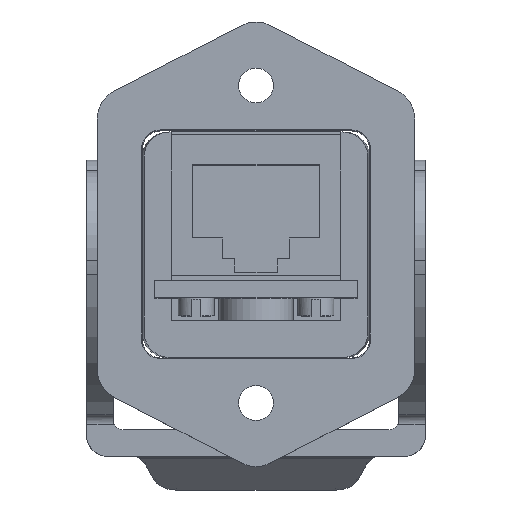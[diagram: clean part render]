
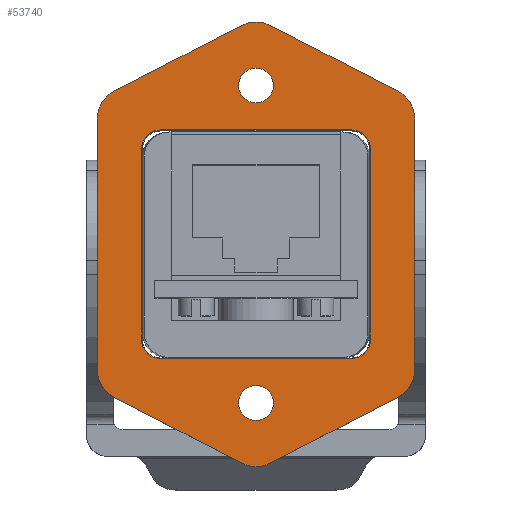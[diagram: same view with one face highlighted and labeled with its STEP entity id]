
A CAD part, top view. The second image highlights one B-rep face of the part: STEP entity #53740.
In plain terms, the highlighted face is planar.
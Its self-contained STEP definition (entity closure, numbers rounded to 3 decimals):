
#31820=CARTESIAN_POINT('',(-16.651,0.,-2.));
#31830=VERTEX_POINT('',#31820);
#31860=CARTESIAN_POINT('',(-15.,0.,-2.));
#31870=DIRECTION('',(0.,0.,1.));
#31880=DIRECTION('',(-1.,0.,0.));
#31890=AXIS2_PLACEMENT_3D('',#31860,#31870,#31880);
#31900=CIRCLE('',#31890,1.651);
#31910=CARTESIAN_POINT('',(-13.35,0.,-2.));
#31920=VERTEX_POINT('',#31910);
#31930=EDGE_CURVE('',#31830,#31920,#31900,.T.);
#32270=CARTESIAN_POINT('',(13.35,0.,-2.));
#32280=VERTEX_POINT('',#32270);
#32310=CARTESIAN_POINT('',(15.,0.,-2.));
#32320=DIRECTION('',(0.,0.,1.));
#32330=DIRECTION('',(-1.,0.,0.));
#32340=AXIS2_PLACEMENT_3D('',#32310,#32320,#32330);
#32350=CIRCLE('',#32340,1.651);
#32360=CARTESIAN_POINT('',(16.651,0.,-2.));
#32370=VERTEX_POINT('',#32360);
#32380=EDGE_CURVE('',#32280,#32370,#32350,.T.);
#46590=CARTESIAN_POINT('',(-9.05,10.8,-2.));
#46600=VERTEX_POINT('',#46590);
#46680=CARTESIAN_POINT('',(9.05,10.8,-2.));
#46690=VERTEX_POINT('',#46680);
#46720=CARTESIAN_POINT('',(9.05,10.8,-2.));
#46730=DIRECTION('',(-1.,0.,0.));
#46740=VECTOR('',#46730,18.1);
#46750=LINE('',#46720,#46740);
#46760=EDGE_CURVE('',#46690,#46600,#46750,.T.);
#46970=CARTESIAN_POINT('',(-10.8,9.05,-2.));
#46980=VERTEX_POINT('',#46970);
#47030=CARTESIAN_POINT('',(-9.05,9.05,-2.));
#47040=DIRECTION('',(0.,0.,1.));
#47050=DIRECTION('',(0.,1.,0.));
#47060=AXIS2_PLACEMENT_3D('',#47030,#47040,#47050);
#47070=CIRCLE('',#47060,1.75);
#47080=EDGE_CURVE('',#46600,#46980,#47070,.T.);
#47290=CARTESIAN_POINT('',(-10.8,-9.05,-2.));
#47300=VERTEX_POINT('',#47290);
#47350=CARTESIAN_POINT('',(-10.8,9.05,-2.));
#47360=DIRECTION('',(0.,-1.,0.));
#47370=VECTOR('',#47360,18.1);
#47380=LINE('',#47350,#47370);
#47390=EDGE_CURVE('',#46980,#47300,#47380,.T.);
#47600=CARTESIAN_POINT('',(-9.05,-10.8,-2.));
#47610=VERTEX_POINT('',#47600);
#47660=CARTESIAN_POINT('',(-9.05,-9.05,-2.));
#47670=DIRECTION('',(0.,0.,1.));
#47680=DIRECTION('',(-1.,0.,0.));
#47690=AXIS2_PLACEMENT_3D('',#47660,#47670,#47680);
#47700=CIRCLE('',#47690,1.75);
#47710=EDGE_CURVE('',#47300,#47610,#47700,.T.);
#47920=CARTESIAN_POINT('',(9.05,-10.8,-2.));
#47930=VERTEX_POINT('',#47920);
#47980=CARTESIAN_POINT('',(-9.05,-10.8,-2.));
#47990=DIRECTION('',(1.,0.,0.));
#48000=VECTOR('',#47990,18.1);
#48010=LINE('',#47980,#48000);
#48020=EDGE_CURVE('',#47610,#47930,#48010,.T.);
#48230=CARTESIAN_POINT('',(10.8,-9.05,-2.));
#48240=VERTEX_POINT('',#48230);
#48290=CARTESIAN_POINT('',(9.05,-9.05,-2.));
#48300=DIRECTION('',(0.,0.,1.));
#48310=DIRECTION('',(0.,-1.,0.));
#48320=AXIS2_PLACEMENT_3D('',#48290,#48300,#48310);
#48330=CIRCLE('',#48320,1.75);
#48340=EDGE_CURVE('',#47930,#48240,#48330,.T.);
#48550=CARTESIAN_POINT('',(10.8,9.05,-2.));
#48560=VERTEX_POINT('',#48550);
#48610=CARTESIAN_POINT('',(10.8,-9.05,-2.));
#48620=DIRECTION('',(0.,1.,0.));
#48630=VECTOR('',#48620,18.1);
#48640=LINE('',#48610,#48630);
#48650=EDGE_CURVE('',#48240,#48560,#48640,.T.);
#48850=CARTESIAN_POINT('',(9.05,9.05,-2.));
#48860=DIRECTION('',(0.,0.,1.));
#48870=DIRECTION('',(1.,0.,0.));
#48880=AXIS2_PLACEMENT_3D('',#48850,#48860,#48870);
#48890=CIRCLE('',#48880,1.75);
#48900=EDGE_CURVE('',#48560,#46690,#48890,.T.);
#49660=CARTESIAN_POINT('',(-14.482,13.374,-2.));
#49670=VERTEX_POINT('',#49660);
#49750=CARTESIAN_POINT('',(-20.667,1.374,-2.));
#49760=VERTEX_POINT('',#49750);
#49790=CARTESIAN_POINT('',(-14.482,13.374,-2.));
#49800=DIRECTION('',(-0.458,-0.889,0.));
#49810=VECTOR('',#49800,13.5);
#49820=LINE('',#49790,#49810);
#49830=EDGE_CURVE('',#49670,#49760,#49820,.T.);
#50060=CARTESIAN_POINT('',(-20.667,-1.374,-2.));
#50070=VERTEX_POINT('',#50060);
#50100=CARTESIAN_POINT('',(-18.,0.,-2.));
#50110=DIRECTION('',(0.,0.,1.));
#50120=DIRECTION('',(0.889,-0.458,0.));
#50130=AXIS2_PLACEMENT_3D('',#50100,#50110,#50120);
#50140=CIRCLE('',#50130,3.);
#50150=EDGE_CURVE('',#49760,#50070,#50140,.T.);
#50380=CARTESIAN_POINT('',(-14.482,-13.374,-2.));
#50390=VERTEX_POINT('',#50380);
#50420=CARTESIAN_POINT('',(-20.667,-1.374,-2.));
#50430=DIRECTION('',(0.458,-0.889,0.));
#50440=VECTOR('',#50430,13.5);
#50450=LINE('',#50420,#50440);
#50460=EDGE_CURVE('',#50070,#50390,#50450,.T.);
#50690=CARTESIAN_POINT('',(-11.815,-15.,-2.));
#50700=VERTEX_POINT('',#50690);
#50730=CARTESIAN_POINT('',(-11.815,-12.,-2.));
#50740=DIRECTION('',(0.,0.,1.));
#50750=DIRECTION('',(0.889,0.458,0.));
#50760=AXIS2_PLACEMENT_3D('',#50730,#50740,#50750);
#50770=CIRCLE('',#50760,3.);
#50780=EDGE_CURVE('',#50390,#50700,#50770,.T.);
#51010=CARTESIAN_POINT('',(11.815,-15.,-2.));
#51020=VERTEX_POINT('',#51010);
#51050=CARTESIAN_POINT('',(-11.815,-15.,-2.));
#51060=DIRECTION('',(1.,0.,0.));
#51070=VECTOR('',#51060,23.631);
#51080=LINE('',#51050,#51070);
#51090=EDGE_CURVE('',#50700,#51020,#51080,.T.);
#51320=CARTESIAN_POINT('',(14.482,-13.374,-2.));
#51330=VERTEX_POINT('',#51320);
#51360=CARTESIAN_POINT('',(11.815,-12.,-2.));
#51370=DIRECTION('',(0.,0.,1.));
#51380=DIRECTION('',(0.,1.,0.));
#51390=AXIS2_PLACEMENT_3D('',#51360,#51370,#51380);
#51400=CIRCLE('',#51390,3.);
#51410=EDGE_CURVE('',#51020,#51330,#51400,.T.);
#51640=CARTESIAN_POINT('',(20.667,-1.374,-2.));
#51650=VERTEX_POINT('',#51640);
#51680=CARTESIAN_POINT('',(14.482,-13.374,-2.));
#51690=DIRECTION('',(0.458,0.889,0.));
#51700=VECTOR('',#51690,13.5);
#51710=LINE('',#51680,#51700);
#51720=EDGE_CURVE('',#51330,#51650,#51710,.T.);
#51950=CARTESIAN_POINT('',(20.667,1.374,-2.));
#51960=VERTEX_POINT('',#51950);
#51990=CARTESIAN_POINT('',(18.,0.,-2.));
#52000=DIRECTION('',(0.,0.,1.));
#52010=DIRECTION('',(-0.889,0.458,0.));
#52020=AXIS2_PLACEMENT_3D('',#51990,#52000,#52010);
#52030=CIRCLE('',#52020,3.);
#52040=EDGE_CURVE('',#51650,#51960,#52030,.T.);
#52270=CARTESIAN_POINT('',(14.482,13.374,-2.));
#52280=VERTEX_POINT('',#52270);
#52310=CARTESIAN_POINT('',(20.667,1.374,-2.));
#52320=DIRECTION('',(-0.458,0.889,0.));
#52330=VECTOR('',#52320,13.5);
#52340=LINE('',#52310,#52330);
#52350=EDGE_CURVE('',#51960,#52280,#52340,.T.);
#52580=CARTESIAN_POINT('',(11.815,15.,-2.));
#52590=VERTEX_POINT('',#52580);
#52620=CARTESIAN_POINT('',(11.815,12.,-2.));
#52630=DIRECTION('',(0.,0.,1.));
#52640=DIRECTION('',(-0.889,-0.458,0.));
#52650=AXIS2_PLACEMENT_3D('',#52620,#52630,#52640);
#52660=CIRCLE('',#52650,3.);
#52670=EDGE_CURVE('',#52280,#52590,#52660,.T.);
#52900=CARTESIAN_POINT('',(-11.815,15.,-2.));
#52910=VERTEX_POINT('',#52900);
#52940=CARTESIAN_POINT('',(11.815,15.,-2.));
#52950=DIRECTION('',(-1.,0.,0.));
#52960=VECTOR('',#52950,23.631);
#52970=LINE('',#52940,#52960);
#52980=EDGE_CURVE('',#52590,#52910,#52970,.T.);
#53180=CARTESIAN_POINT('',(-11.815,12.,-2.));
#53190=DIRECTION('',(0.,0.,1.));
#53200=DIRECTION('',(0.,-1.,0.));
#53210=AXIS2_PLACEMENT_3D('',#53180,#53190,#53200);
#53220=CIRCLE('',#53210,3.);
#53230=EDGE_CURVE('',#52910,#49670,#53220,.T.);
#53350=CARTESIAN_POINT('',(0.,0.,-2.));
#53360=DIRECTION('',(0.,0.,1.));
#53370=DIRECTION('',(1.,0.,0.));
#53380=AXIS2_PLACEMENT_3D('',#53350,#53360,#53370);
#53390=PLANE('',#53380);
#53400=ORIENTED_EDGE('',*,*,#50150,.F.);
#53410=ORIENTED_EDGE('',*,*,#50460,.F.);
#53420=ORIENTED_EDGE('',*,*,#50780,.F.);
#53430=ORIENTED_EDGE('',*,*,#51090,.F.);
#53440=ORIENTED_EDGE('',*,*,#51410,.F.);
#53450=ORIENTED_EDGE('',*,*,#51720,.F.);
#53460=ORIENTED_EDGE('',*,*,#52040,.F.);
#53470=ORIENTED_EDGE('',*,*,#52350,.F.);
#53480=ORIENTED_EDGE('',*,*,#52670,.F.);
#53490=ORIENTED_EDGE('',*,*,#52980,.F.);
#53500=ORIENTED_EDGE('',*,*,#53230,.F.);
#53510=ORIENTED_EDGE('',*,*,#49830,.F.);
#53520=EDGE_LOOP('',(#53510,#53500,#53490,#53480,#53470,#53460,#53450,
#53440,#53430,#53420,#53410,#53400));
#53530=FACE_OUTER_BOUND('',#53520,.T.);
#53540=ORIENTED_EDGE('',*,*,#48900,.T.);
#53550=ORIENTED_EDGE('',*,*,#48650,.T.);
#53560=ORIENTED_EDGE('',*,*,#48340,.T.);
#53570=ORIENTED_EDGE('',*,*,#48020,.T.);
#53580=ORIENTED_EDGE('',*,*,#47710,.T.);
#53590=ORIENTED_EDGE('',*,*,#47390,.T.);
#53600=ORIENTED_EDGE('',*,*,#47080,.T.);
#53610=ORIENTED_EDGE('',*,*,#46760,.T.);
#53620=EDGE_LOOP('',(#53610,#53600,#53590,#53580,#53570,#53560,#53550,
#53540));
#53630=FACE_BOUND('',#53620,.T.);
#53640=ORIENTED_EDGE('',*,*,#32380,.T.);
#53650=EDGE_CURVE('',#32370,#32280,#32350,.T.);
#53660=ORIENTED_EDGE('',*,*,#53650,.T.);
#53670=EDGE_LOOP('',(#53660,#53640));
#53680=FACE_BOUND('',#53670,.T.);
#53690=ORIENTED_EDGE('',*,*,#31930,.T.);
#53700=EDGE_CURVE('',#31920,#31830,#31900,.T.);
#53710=ORIENTED_EDGE('',*,*,#53700,.T.);
#53720=EDGE_LOOP('',(#53710,#53690));
#53730=FACE_BOUND('',#53720,.T.);
#53740=ADVANCED_FACE('',(#53530,#53630,#53680,#53730),#53390,.F.);
